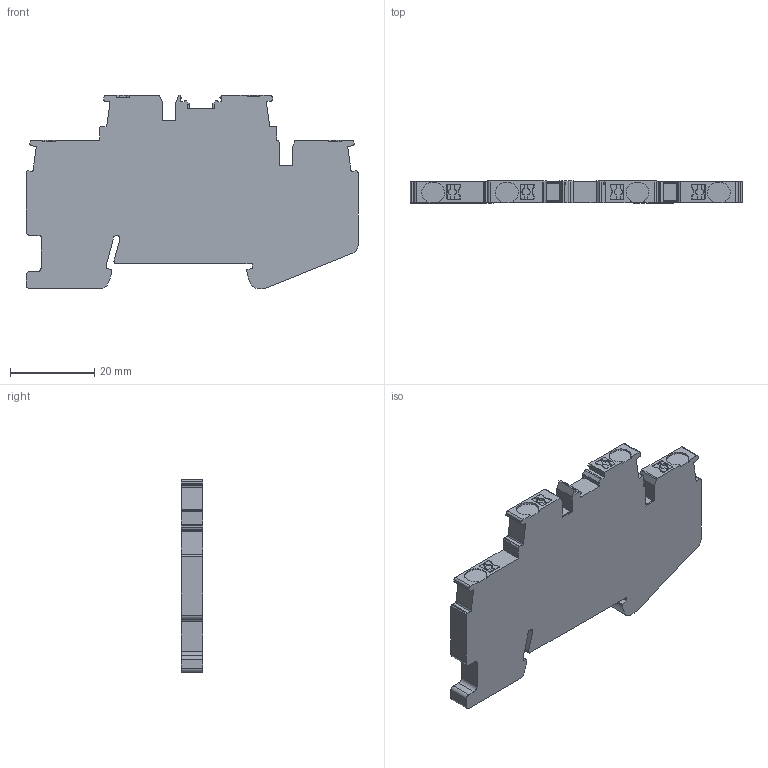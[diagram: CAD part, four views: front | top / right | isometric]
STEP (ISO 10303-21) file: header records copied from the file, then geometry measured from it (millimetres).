
FILE_DESCRIPTION( ( 'Unknown' ), '1' );
FILE_NAME( '零件8.stp', 'Unknown', ( 'Unknown' ), ( 'Unknown' ), 'XStep 1.0', 'Unknown', ' ' );
FILE_SCHEMA( ( 'automotive_design' ) );
Length unit declared in the file: millimetre
Products named in the file (1): 6
Bounding box: 78.8 x 5.15 x 45.85 mm (x, y, z)
Volume: 14192.4 mm3; surface area: 7202.8 mm2
Topology: 1 solids, 1 shells, 322 faces, 924 edges, 616 vertices
Faces by surface type: plane 187, cylinder 135
Entity records: 13172 total; most frequent: CARTESIAN_POINT 1863, ORIENTED_EDGE 1848, DIRECTION 1842, EDGE_CURVE 924, LINE 652, VECTOR 652, VERTEX_POINT 616, AXIS2_PLACEMENT_3D 595
